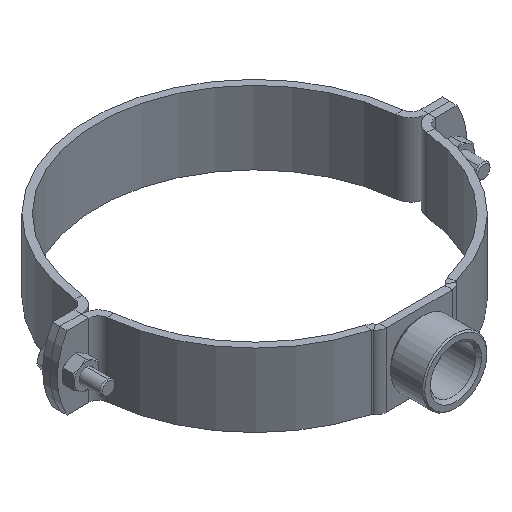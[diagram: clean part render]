
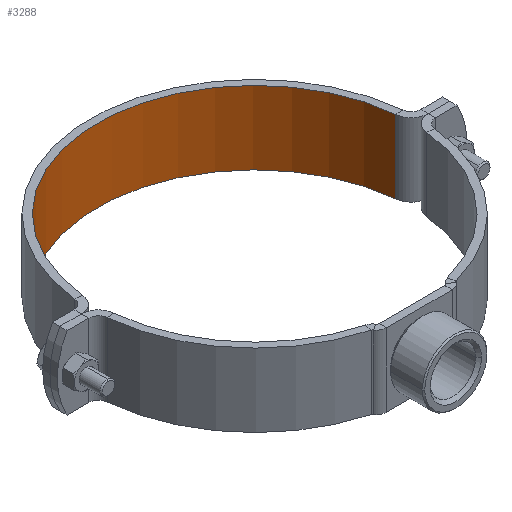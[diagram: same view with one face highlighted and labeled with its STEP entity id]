
A CAD part, isometric view. The second image highlights one B-rep face of the part: STEP entity #3288.
In plain terms, the highlighted cylindrical face has radius 64.5 mm (diameter 129 mm), a partial arc.
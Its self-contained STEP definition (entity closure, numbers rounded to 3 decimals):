
#66 = VERTEX_POINT ( 'NONE', #973 ) ;
#122 = ORIENTED_EDGE ( 'NONE', *, *, #1749, .T. ) ;
#146 = CARTESIAN_POINT ( 'NONE',  ( 64.19, -6.315, -15. ) ) ;
#411 = VECTOR ( 'NONE', #4439, 1000. ) ;
#465 = DIRECTION ( 'NONE',  ( 0., 0., 1. ) ) ;
#523 = VERTEX_POINT ( 'NONE', #2549 ) ;
#569 = CIRCLE ( 'NONE', #622, 64.5 ) ;
#622 = AXIS2_PLACEMENT_3D ( 'NONE', #1585, #3096, #4541 ) ;
#731 = DIRECTION ( 'NONE',  ( -1., 0., 0. ) ) ;
#973 = CARTESIAN_POINT ( 'NONE',  ( 64.19, -6.315, 15. ) ) ;
#1065 = CIRCLE ( 'NONE', #3092, 64.5 ) ;
#1067 = LINE ( 'NONE', #2550, #2849 ) ;
#1075 = CYLINDRICAL_SURFACE ( 'NONE', #2674, 64.5 ) ;
#1459 = VERTEX_POINT ( 'NONE', #3720 ) ;
#1500 = LINE ( 'NONE', #3007, #411 ) ;
#1585 = CARTESIAN_POINT ( 'NONE',  ( 0., 0., -15. ) ) ;
#1749 = EDGE_CURVE ( 'NONE', #66, #1983, #1067, .T. ) ;
#1921 = DIRECTION ( 'NONE',  ( 1., 0., 0. ) ) ;
#1983 = VERTEX_POINT ( 'NONE', #146 ) ;
#2443 = ORIENTED_EDGE ( 'NONE', *, *, #3889, .F. ) ;
#2476 = EDGE_LOOP ( 'NONE', ( #2443, #4074, #2833, #122 ) ) ;
#2549 = CARTESIAN_POINT ( 'NONE',  ( -64.19, -6.315, 15. ) ) ;
#2550 = CARTESIAN_POINT ( 'NONE',  ( 64.19, -6.315, 15. ) ) ;
#2557 = CARTESIAN_POINT ( 'NONE',  ( 0., 0., 15. ) ) ;
#2674 = AXIS2_PLACEMENT_3D ( 'NONE', #2557, #4027, #731 ) ;
#2833 = ORIENTED_EDGE ( 'NONE', *, *, #2948, .T. ) ;
#2849 = VECTOR ( 'NONE', #4020, 1000. ) ;
#2948 = EDGE_CURVE ( 'NONE', #523, #66, #1065, .T. ) ;
#3007 = CARTESIAN_POINT ( 'NONE',  ( -64.19, -6.315, 15. ) ) ;
#3092 = AXIS2_PLACEMENT_3D ( 'NONE', #3765, #465, #1921 ) ;
#3096 = DIRECTION ( 'NONE',  ( 0., 0., 1. ) ) ;
#3288 = ADVANCED_FACE ( 'NONE', ( #4381 ), #1075, .F. ) ;
#3720 = CARTESIAN_POINT ( 'NONE',  ( -64.19, -6.315, -15. ) ) ;
#3765 = CARTESIAN_POINT ( 'NONE',  ( 0., 0., 15. ) ) ;
#3771 = EDGE_CURVE ( 'NONE', #523, #1459, #1500, .T. ) ;
#3889 = EDGE_CURVE ( 'NONE', #1459, #1983, #569, .T. ) ;
#4020 = DIRECTION ( 'NONE',  ( 0., 0., -1. ) ) ;
#4027 = DIRECTION ( 'NONE',  ( 0., 0., -1. ) ) ;
#4074 = ORIENTED_EDGE ( 'NONE', *, *, #3771, .F. ) ;
#4381 = FACE_OUTER_BOUND ( 'NONE', #2476, .T. ) ;
#4439 = DIRECTION ( 'NONE',  ( 0., 0., -1. ) ) ;
#4541 = DIRECTION ( 'NONE',  ( 1., 0., 0. ) ) ;
